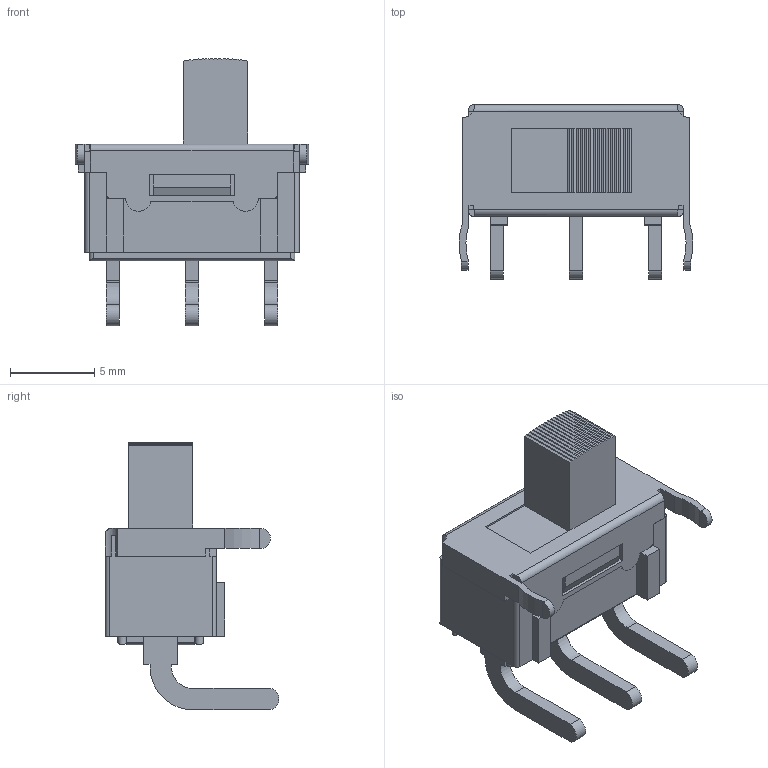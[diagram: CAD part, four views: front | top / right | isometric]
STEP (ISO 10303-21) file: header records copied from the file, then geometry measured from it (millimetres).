
FILE_DESCRIPTION( ( 'STEP AP214' ), '1' );
FILE_NAME( 'MS12ASA30.stp', '2021-05-05T15:35:59', ( 'License CC BY-ND 4.0' ), ( 'CADENAS' ), ' ', 'PARTsolutions', ' ' );
FILE_SCHEMA( ( 'AUTOMOTIVE_DESIGN { 1 0 10303 214 1 1 1 1 }' ) );
Length unit declared in the file: inch
Products named in the file (5): MS12ASA30; _MS1S30body; _MS1SA30trmnls; _MS1S30brac; _MS1AS30actu
Assembly tree (4 placements, depth 2):
  MS12ASA30
    _MS1S30body
    _MS1SA30trmnls
    _MS1S30brac
    _MS1AS30actu
Bounding box: 13.87 x 10.31 x 15.86 mm (x, y, z)
Volume: 640 mm3; surface area: 1148.6 mm2
Topology: 4 solids, 4 shells, 217 faces, 591 edges, 388 vertices
Faces by surface type: plane 178, cylinder 39
Entity records: 8641 total; most frequent: CARTESIAN_POINT 1267, ORIENTED_EDGE 1182, DIRECTION 1101, EDGE_CURVE 591, LINE 513, VECTOR 513, VERTEX_POINT 388, AXIS2_PLACEMENT_3D 294
